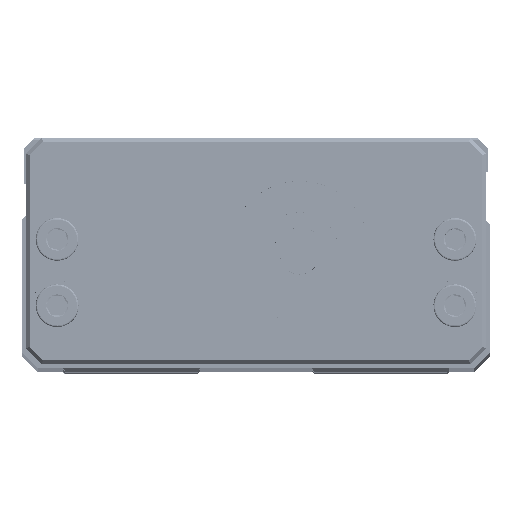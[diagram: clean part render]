
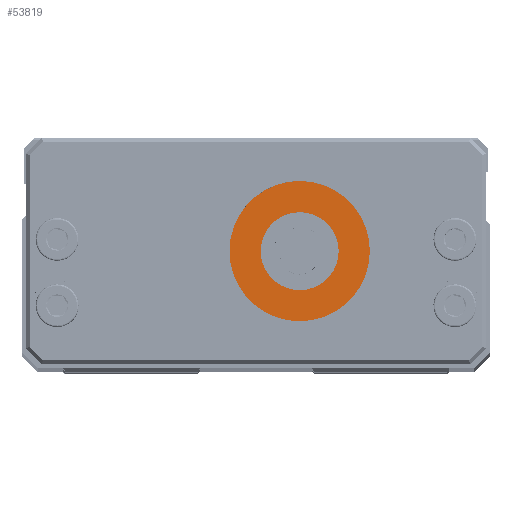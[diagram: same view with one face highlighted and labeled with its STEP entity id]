
A CAD part, top view. The second image highlights one B-rep face of the part: STEP entity #53819.
In plain terms, the highlighted planar face has unit normal (0, 0, 1).
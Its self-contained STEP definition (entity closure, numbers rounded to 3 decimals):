
#1442 = VERTEX_POINT ( 'NONE', #14396 ) ;
#6057 = CARTESIAN_POINT ( 'NONE',  ( 35.1, -14.5, 8. ) ) ;
#7293 = CIRCLE ( 'NONE', #21192, 9. ) ;
#7745 = ORIENTED_EDGE ( 'NONE', *, *, #46737, .T. ) ;
#12678 = DIRECTION ( 'NONE',  ( 1., 0., 0. ) ) ;
#12887 = DIRECTION ( 'NONE',  ( 0., 0., 1. ) ) ;
#13588 = CIRCLE ( 'NONE', #19541, 5. ) ;
#14396 = CARTESIAN_POINT ( 'NONE',  ( 26.1, -14.5, 8. ) ) ;
#14402 = AXIS2_PLACEMENT_3D ( 'NONE', #6057, #15997, #43878 ) ;
#15997 = DIRECTION ( 'NONE',  ( 0., 0., -1. ) ) ;
#19541 = AXIS2_PLACEMENT_3D ( 'NONE', #35639, #21727, #12678 ) ;
#20396 = FACE_OUTER_BOUND ( 'NONE', #54756, .T. ) ;
#21192 = AXIS2_PLACEMENT_3D ( 'NONE', #37932, #12887, #51565 ) ;
#21727 = DIRECTION ( 'NONE',  ( 0., 0., -1. ) ) ;
#24942 = AXIS2_PLACEMENT_3D ( 'NONE', #25636, #34916, #53174 ) ;
#25136 = CIRCLE ( 'NONE', #38980, 9. ) ;
#25636 = CARTESIAN_POINT ( 'NONE',  ( 35.1, -14.5, 8. ) ) ;
#34916 = DIRECTION ( 'NONE',  ( 0., 0., 1. ) ) ;
#35639 = CARTESIAN_POINT ( 'NONE',  ( 35.1, -14.5, 8. ) ) ;
#37140 = EDGE_LOOP ( 'NONE', ( #59412, #50555 ) ) ;
#37756 = EDGE_CURVE ( 'NONE', #1442, #48377, #25136, .T. ) ;
#37932 = CARTESIAN_POINT ( 'NONE',  ( 35.1, -14.5, 8. ) ) ;
#38980 = AXIS2_PLACEMENT_3D ( 'NONE', #45898, #50234, #40672 ) ;
#40672 = DIRECTION ( 'NONE',  ( 1., 0., 0. ) ) ;
#43769 = CARTESIAN_POINT ( 'NONE',  ( 40.1, -14.5, 8. ) ) ;
#43878 = DIRECTION ( 'NONE',  ( 1., 0., 0. ) ) ;
#44528 = FACE_BOUND ( 'NONE', #37140, .T. ) ;
#45898 = CARTESIAN_POINT ( 'NONE',  ( 35.1, -14.5, 8. ) ) ;
#46737 = EDGE_CURVE ( 'NONE', #48377, #1442, #7293, .T. ) ;
#48377 = VERTEX_POINT ( 'NONE', #51322 ) ;
#48527 = EDGE_CURVE ( 'NONE', #54318, #59523, #52955, .T. ) ;
#50234 = DIRECTION ( 'NONE',  ( 0., 0., 1. ) ) ;
#50555 = ORIENTED_EDGE ( 'NONE', *, *, #48527, .T. ) ;
#51322 = CARTESIAN_POINT ( 'NONE',  ( 44.1, -14.5, 8. ) ) ;
#51565 = DIRECTION ( 'NONE',  ( 1., 0., 0. ) ) ;
#52955 = CIRCLE ( 'NONE', #14402, 5. ) ;
#53174 = DIRECTION ( 'NONE',  ( 1., 0., 0. ) ) ;
#53808 = ORIENTED_EDGE ( 'NONE', *, *, #37756, .T. ) ;
#53819 = ADVANCED_FACE ( 'NONE', ( #20396, #44528 ), #58427, .T. ) ;
#54318 = VERTEX_POINT ( 'NONE', #56641 ) ;
#54756 = EDGE_LOOP ( 'NONE', ( #7745, #53808 ) ) ;
#56641 = CARTESIAN_POINT ( 'NONE',  ( 30.1, -14.5, 8. ) ) ;
#58427 = PLANE ( 'NONE',  #24942 ) ;
#59412 = ORIENTED_EDGE ( 'NONE', *, *, #60058, .T. ) ;
#59523 = VERTEX_POINT ( 'NONE', #43769 ) ;
#60058 = EDGE_CURVE ( 'NONE', #59523, #54318, #13588, .T. ) ;
